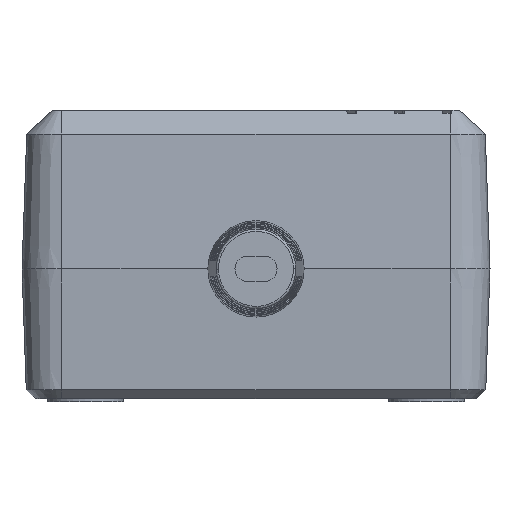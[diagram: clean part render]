
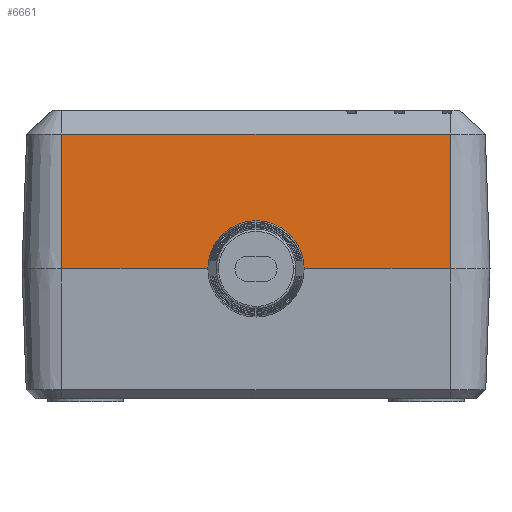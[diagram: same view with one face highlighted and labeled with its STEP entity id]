
A CAD part, front view. The second image highlights one B-rep face of the part: STEP entity #6661.
In plain terms, the highlighted planar face has unit normal (0, -0.999, 0.035).
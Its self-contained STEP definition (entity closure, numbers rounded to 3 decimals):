
#129 = EDGE_CURVE ( 'NONE', #5752, #8452, #237, .T. ) ;
#178 = CARTESIAN_POINT ( 'NONE',  ( -5.1, -59.896, 31.338 ) ) ;
#237 = LINE ( 'NONE', #5287, #5960 ) ;
#663 = CARTESIAN_POINT ( 'NONE',  ( 0., -60., 28.35 ) ) ;
#814 = CARTESIAN_POINT ( 'NONE',  ( -27.175, -59.406, 45.352 ) ) ;
#1131 = FACE_OUTER_BOUND ( 'NONE', #4109, .T. ) ;
#1160 = AXIS2_PLACEMENT_3D ( 'NONE', #3231, #8433, #3962 ) ;
#1249 = CARTESIAN_POINT ( 'NONE',  ( -24.5, -60., 28.35 ) ) ;
#1567 = ORIENTED_EDGE ( 'NONE', *, *, #129, .T. ) ;
#1570 = LINE ( 'NONE', #814, #1799 ) ;
#1575 = EDGE_CURVE ( 'NONE', #5752, #7917, #6145, .T. ) ;
#1799 = VECTOR ( 'NONE', #5283, 1000. ) ;
#2231 = CARTESIAN_POINT ( 'NONE',  ( -24.5, -60., 28.35 ) ) ;
#2397 = PLANE ( 'NONE',  #1160 ) ;
#2461 = ORIENTED_EDGE ( 'NONE', *, *, #4715, .T. ) ;
#2542 = CARTESIAN_POINT ( 'NONE',  ( -5.1, -60., 28.35 ) ) ;
#2771 = EDGE_CURVE ( 'NONE', #5870, #7602, #1570, .T. ) ;
#2907 = DIRECTION ( 'NONE',  ( 1., 0., 0. ) ) ;
#3231 = CARTESIAN_POINT ( 'NONE',  ( -27.175, -60., 28.35 ) ) ;
#3253 = CARTESIAN_POINT ( 'NONE',  ( 24.5, -60., 28.35 ) ) ;
#3619 = ORIENTED_EDGE ( 'NONE', *, *, #5948, .T. ) ;
#3891 = CARTESIAN_POINT ( 'NONE',  ( 5.1, -60., 28.35 ) ) ;
#3962 = DIRECTION ( 'NONE',  ( 0., -0.035, -0.999 ) ) ;
#4109 = EDGE_LOOP ( 'NONE', ( #5609, #1567, #3619, #6424, #4601, #2461 ) ) ;
#4601 = ORIENTED_EDGE ( 'NONE', *, *, #8086, .T. ) ;
#4661 = CARTESIAN_POINT ( 'NONE',  ( -2.988, -59.822, 33.45 ) ) ;
#4715 = EDGE_CURVE ( 'NONE', #5925, #7917, #8706, .T. ) ;
#5054 = CARTESIAN_POINT ( 'NONE',  ( 24.5, -60., 28.35 ) ) ;
#5283 = DIRECTION ( 'NONE',  ( -1., 0., 0. ) ) ;
#5287 = CARTESIAN_POINT ( 'NONE',  ( 0., -60., 28.35 ) ) ;
#5403 = CARTESIAN_POINT ( 'NONE',  ( -5.1, -60., 28.35 ) ) ;
#5609 = ORIENTED_EDGE ( 'NONE', *, *, #1575, .F. ) ;
#5752 = VERTEX_POINT ( 'NONE', #6689 ) ;
#5870 = VERTEX_POINT ( 'NONE', #7733 ) ;
#5925 = VERTEX_POINT ( 'NONE', #2231 ) ;
#5948 = EDGE_CURVE ( 'NONE', #8452, #5870, #7417, .T. ) ;
#5960 = VECTOR ( 'NONE', #9293, 1000. ) ;
#5996 = VECTOR ( 'NONE', #7965, 1000. ) ;
#6145 =( BOUNDED_CURVE ( )  B_SPLINE_CURVE ( 3, ( #3891, #7610, #8368, #9106, #4661, #178, #5403 ),
 .UNSPECIFIED., .F., .F. ) 
 B_SPLINE_CURVE_WITH_KNOTS ( ( 4, 3, 4 ),
 ( 1.571, 3.142, 4.712 ),
 .UNSPECIFIED. ) 
 CURVE ( )  GEOMETRIC_REPRESENTATION_ITEM ( )  RATIONAL_B_SPLINE_CURVE ( ( 1., 0.805, 0.805, 1., 0.805, 0.805, 1. ) ) 
 REPRESENTATION_ITEM ( '' )  );
#6424 = ORIENTED_EDGE ( 'NONE', *, *, #2771, .T. ) ;
#6661 = ADVANCED_FACE ( 'NONE', ( #1131 ), #2397, .T. ) ;
#6689 = CARTESIAN_POINT ( 'NONE',  ( 5.1, -60., 28.35 ) ) ;
#6724 = VECTOR ( 'NONE', #2907, 1000. ) ;
#6756 = CARTESIAN_POINT ( 'NONE',  ( -24.5, -59.406, 45.352 ) ) ;
#7417 = LINE ( 'NONE', #5054, #9154 ) ;
#7602 = VERTEX_POINT ( 'NONE', #6756 ) ;
#7610 = CARTESIAN_POINT ( 'NONE',  ( 5.1, -59.896, 31.338 ) ) ;
#7733 = CARTESIAN_POINT ( 'NONE',  ( 24.5, -59.406, 45.352 ) ) ;
#7917 = VERTEX_POINT ( 'NONE', #2542 ) ;
#7965 = DIRECTION ( 'NONE',  ( 0., -0.035, -0.999 ) ) ;
#7995 = LINE ( 'NONE', #1249, #5996 ) ;
#8024 = DIRECTION ( 'NONE',  ( 0., 0.035, 0.999 ) ) ;
#8086 = EDGE_CURVE ( 'NONE', #7602, #5925, #7995, .T. ) ;
#8368 = CARTESIAN_POINT ( 'NONE',  ( 2.988, -59.822, 33.45 ) ) ;
#8433 = DIRECTION ( 'NONE',  ( 0., -0.999, 0.035 ) ) ;
#8452 = VERTEX_POINT ( 'NONE', #3253 ) ;
#8706 = LINE ( 'NONE', #663, #6724 ) ;
#9106 = CARTESIAN_POINT ( 'NONE',  ( 0., -59.822, 33.45 ) ) ;
#9154 = VECTOR ( 'NONE', #8024, 1000. ) ;
#9293 = DIRECTION ( 'NONE',  ( 1., 0., 0. ) ) ;
